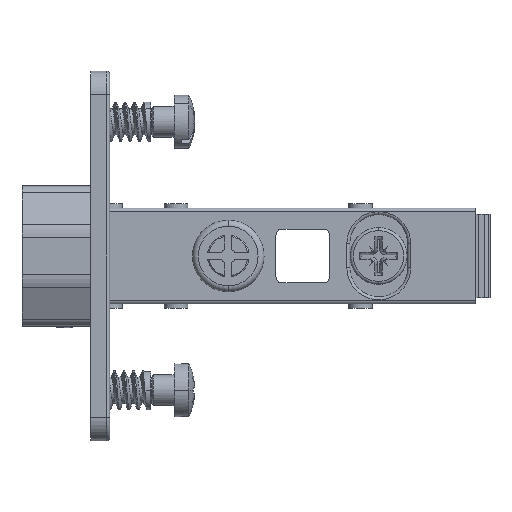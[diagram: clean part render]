
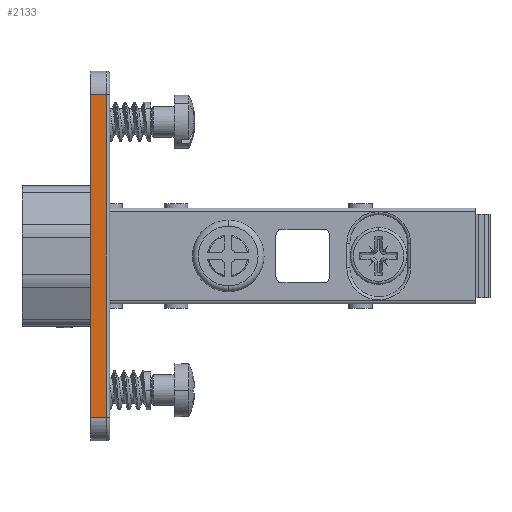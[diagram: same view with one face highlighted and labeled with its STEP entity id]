
A CAD part, front view. The second image highlights one B-rep face of the part: STEP entity #2133.
In plain terms, the highlighted face is planar.
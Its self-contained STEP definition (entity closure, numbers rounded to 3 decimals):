
#40 = FACE_OUTER_BOUND ( 'NONE', #8001, .T. ) ;
#416 = VECTOR ( 'NONE', #10506, 1000. ) ;
#1118 = EDGE_CURVE ( 'NONE', #15218, #11434, #4445, .T. ) ;
#1422 = DIRECTION ( 'NONE',  ( 0., 0., -1. ) ) ;
#2133 = ADVANCED_FACE ( 'NONE', ( #40 ), #3949, .F. ) ;
#3145 = DIRECTION ( 'NONE',  ( -1., 0., 0. ) ) ;
#3551 = CARTESIAN_POINT ( 'NONE',  ( 27., 20.2, 14.2 ) ) ;
#3789 = VECTOR ( 'NONE', #6687, 1000. ) ;
#3949 = PLANE ( 'NONE',  #13369 ) ;
#4445 = LINE ( 'NONE', #9744, #4888 ) ;
#4623 = CARTESIAN_POINT ( 'NONE',  ( -27., 20.2, 14.2 ) ) ;
#4888 = VECTOR ( 'NONE', #3145, 1000. ) ;
#5384 = DIRECTION ( 'NONE',  ( 1., 0., 0. ) ) ;
#5543 = CARTESIAN_POINT ( 'NONE',  ( 27., 20.2, 14.7 ) ) ;
#5655 = CARTESIAN_POINT ( 'NONE',  ( 27., 20.2, 11.5 ) ) ;
#5802 = ORIENTED_EDGE ( 'NONE', *, *, #15825, .T. ) ;
#6687 = DIRECTION ( 'NONE',  ( 0., 0., -1. ) ) ;
#6805 = DIRECTION ( 'NONE',  ( 0., -1., 0. ) ) ;
#8001 = EDGE_LOOP ( 'NONE', ( #5802, #13869, #12129, #8865 ) ) ;
#8745 = VECTOR ( 'NONE', #5384, 1000. ) ;
#8831 = VERTEX_POINT ( 'NONE', #4623 ) ;
#8865 = ORIENTED_EDGE ( 'NONE', *, *, #1118, .T. ) ;
#9634 = LINE ( 'NONE', #5543, #3789 ) ;
#9744 = CARTESIAN_POINT ( 'NONE',  ( 31., 20.2, 11.5 ) ) ;
#10422 = LINE ( 'NONE', #11554, #416 ) ;
#10506 = DIRECTION ( 'NONE',  ( 0., 0., 1. ) ) ;
#11434 = VERTEX_POINT ( 'NONE', #16241 ) ;
#11554 = CARTESIAN_POINT ( 'NONE',  ( -27., 20.2, 14.7 ) ) ;
#12129 = ORIENTED_EDGE ( 'NONE', *, *, #14341, .T. ) ;
#13369 = AXIS2_PLACEMENT_3D ( 'NONE', #15991, #6805, #1422 ) ;
#13869 = ORIENTED_EDGE ( 'NONE', *, *, #15612, .T. ) ;
#14341 = EDGE_CURVE ( 'NONE', #17041, #15218, #9634, .T. ) ;
#14912 = LINE ( 'NONE', #16048, #8745 ) ;
#15218 = VERTEX_POINT ( 'NONE', #5655 ) ;
#15612 = EDGE_CURVE ( 'NONE', #8831, #17041, #14912, .T. ) ;
#15825 = EDGE_CURVE ( 'NONE', #11434, #8831, #10422, .T. ) ;
#15991 = CARTESIAN_POINT ( 'NONE',  ( -31., 20.2, 14.7 ) ) ;
#16048 = CARTESIAN_POINT ( 'NONE',  ( -31., 20.2, 14.2 ) ) ;
#16241 = CARTESIAN_POINT ( 'NONE',  ( -27., 20.2, 11.5 ) ) ;
#17041 = VERTEX_POINT ( 'NONE', #3551 ) ;
